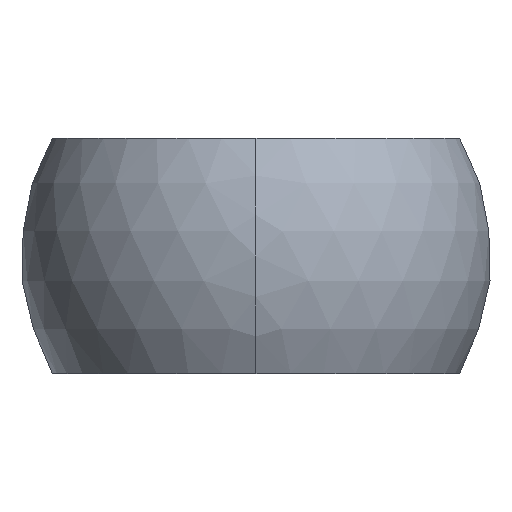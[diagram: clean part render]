
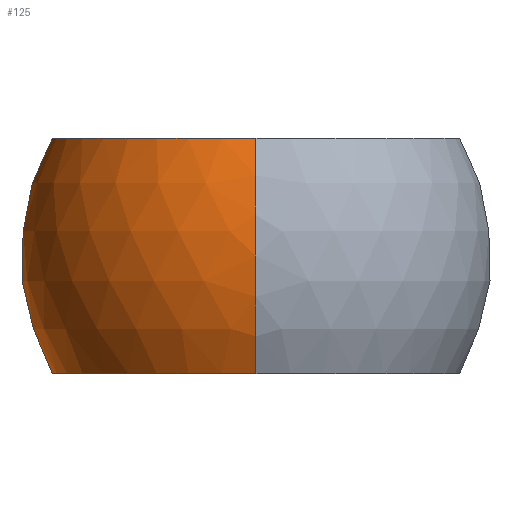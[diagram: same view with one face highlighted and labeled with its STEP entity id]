
A CAD part, left-side view. The second image highlights one B-rep face of the part: STEP entity #125.
In plain terms, the highlighted spherical face has radius 9 mm.
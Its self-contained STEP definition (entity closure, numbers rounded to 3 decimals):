
#113=VERTEX_POINT('',#300);
#125=ADVANCED_FACE('',(#313),#314,.T.);
#141=EDGE_CURVE('',#189,#229,#332,.T.);
#163=EDGE_CURVE('',#113,#189,#354,.T.);
#169=VERTEX_POINT('',#360);
#189=VERTEX_POINT('',#381);
#213=EDGE_CURVE('',#169,#113,#408,.T.);
#229=VERTEX_POINT('',#426);
#231=EDGE_CURVE('',#229,#169,#428,.T.);
#300=CARTESIAN_POINT('',(-7.794,0.,4.5));
#313=FACE_OUTER_BOUND('',#541,.T.);
#314=SPHERICAL_SURFACE('',#542,9.0);
#332=CIRCLE('',#565,7.794);
#354=CIRCLE('',#639,9.0);
#360=CARTESIAN_POINT('',(7.094,3.229,4.5));
#381=CARTESIAN_POINT('',(-7.794,0.,-4.5));
#408=CIRCLE('',#730,7.794);
#426=CARTESIAN_POINT('',(7.094,3.229,-4.5));
#428=CIRCLE('',#754,5.538);
#541=EDGE_LOOP('',(#844,#845,#846,#847));
#542=AXIS2_PLACEMENT_3D('',#848,#849,#850);
#565=AXIS2_PLACEMENT_3D('',#877,#878,#879);
#639=AXIS2_PLACEMENT_3D('',#890,#891,#892);
#730=AXIS2_PLACEMENT_3D('',#955,#956,#957);
#754=AXIS2_PLACEMENT_3D('',#981,#982,#983);
#844=ORIENTED_EDGE('',*,*,#163,.F.);
#845=ORIENTED_EDGE('',*,*,#213,.F.);
#846=ORIENTED_EDGE('',*,*,#231,.F.);
#847=ORIENTED_EDGE('',*,*,#141,.F.);
#848=CARTESIAN_POINT('',(0.0,0.0,0.0));
#849=DIRECTION('',(0.0,0.0,1.0));
#850=DIRECTION('',(1.0,0.0,0.0));
#877=CARTESIAN_POINT('',(0.0,0.0,-4.5));
#878=DIRECTION('',(-0.0,-0.0,-1.0));
#879=DIRECTION('',(0.0,-1.0,0.0));
#890=CARTESIAN_POINT('',(0.0,0.0,0.0));
#891=DIRECTION('',(0.,-1.0,0.0));
#892=DIRECTION('',(0.0,0.0,1.0));
#955=CARTESIAN_POINT('',(0.0,0.0,4.5));
#956=DIRECTION('',(0.0,-0.0,1.0));
#957=DIRECTION('',(0.0,1.0,0.0));
#981=CARTESIAN_POINT('',(7.094,0.0,0.0));
#982=DIRECTION('',(1.0,0.0,0.0));
#983=DIRECTION('',(0.0,1.0,0.0));
